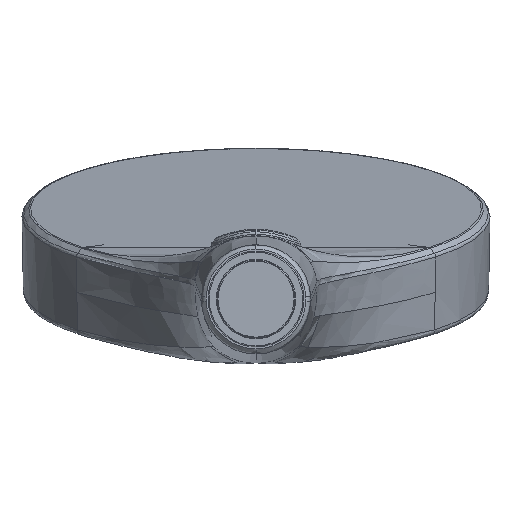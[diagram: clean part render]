
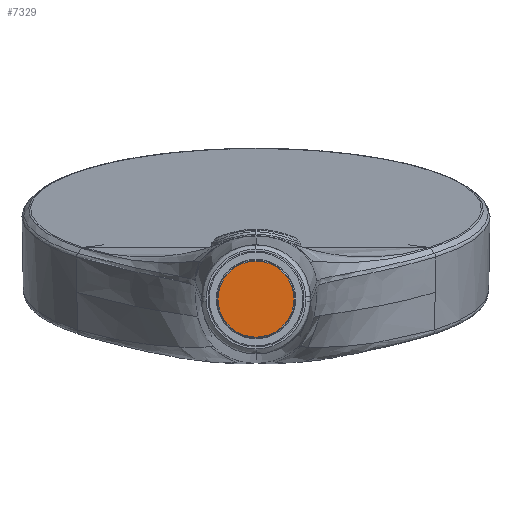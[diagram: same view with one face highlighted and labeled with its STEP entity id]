
A CAD part, front view. The second image highlights one B-rep face of the part: STEP entity #7329.
In plain terms, the highlighted planar face has unit normal (0, -1, 0).
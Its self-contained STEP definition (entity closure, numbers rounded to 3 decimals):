
#616 = CARTESIAN_POINT ( 'NONE',  ( -25.65, 12.8, 0. ) ) ;
#891 = EDGE_LOOP ( 'NONE', ( #9088, #9207 ) ) ;
#1014 = EDGE_CURVE ( 'NONE', #3020, #5184, #5722, .T. ) ;
#1030 = DIRECTION ( 'NONE',  ( 0., 0., -1. ) ) ;
#1359 = DIRECTION ( 'NONE',  ( 0., -1., 0. ) ) ;
#1610 = DIRECTION ( 'NONE',  ( 0., -1., 0. ) ) ;
#2314 = AXIS2_PLACEMENT_3D ( 'NONE', #3981, #1610, #8404 ) ;
#3020 = VERTEX_POINT ( 'NONE', #8081 ) ;
#3981 = CARTESIAN_POINT ( 'NONE',  ( -25.65, 12.8, 9.1 ) ) ;
#4041 = EDGE_CURVE ( 'NONE', #5184, #3020, #4754, .T. ) ;
#4348 = AXIS2_PLACEMENT_3D ( 'NONE', #7872, #4815, #1030 ) ;
#4754 = CIRCLE ( 'NONE', #4348, 8.9 ) ;
#4815 = DIRECTION ( 'NONE',  ( 0., -1., 0. ) ) ;
#5184 = VERTEX_POINT ( 'NONE', #6041 ) ;
#5722 = CIRCLE ( 'NONE', #8458, 8.9 ) ;
#6041 = CARTESIAN_POINT ( 'NONE',  ( -25.65, 12.8, -8.9 ) ) ;
#6966 = PLANE ( 'NONE',  #2314 ) ;
#7329 = ADVANCED_FACE ( 'NONE', ( #8228 ), #6966, .T. ) ;
#7872 = CARTESIAN_POINT ( 'NONE',  ( -25.65, 12.8, 0. ) ) ;
#8081 = CARTESIAN_POINT ( 'NONE',  ( -25.65, 12.8, 8.9 ) ) ;
#8228 = FACE_OUTER_BOUND ( 'NONE', #891, .T. ) ;
#8404 = DIRECTION ( 'NONE',  ( 1., 0., 0. ) ) ;
#8458 = AXIS2_PLACEMENT_3D ( 'NONE', #616, #1359, #9737 ) ;
#9088 = ORIENTED_EDGE ( 'NONE', *, *, #4041, .T. ) ;
#9207 = ORIENTED_EDGE ( 'NONE', *, *, #1014, .T. ) ;
#9737 = DIRECTION ( 'NONE',  ( 0., 0., -1. ) ) ;
